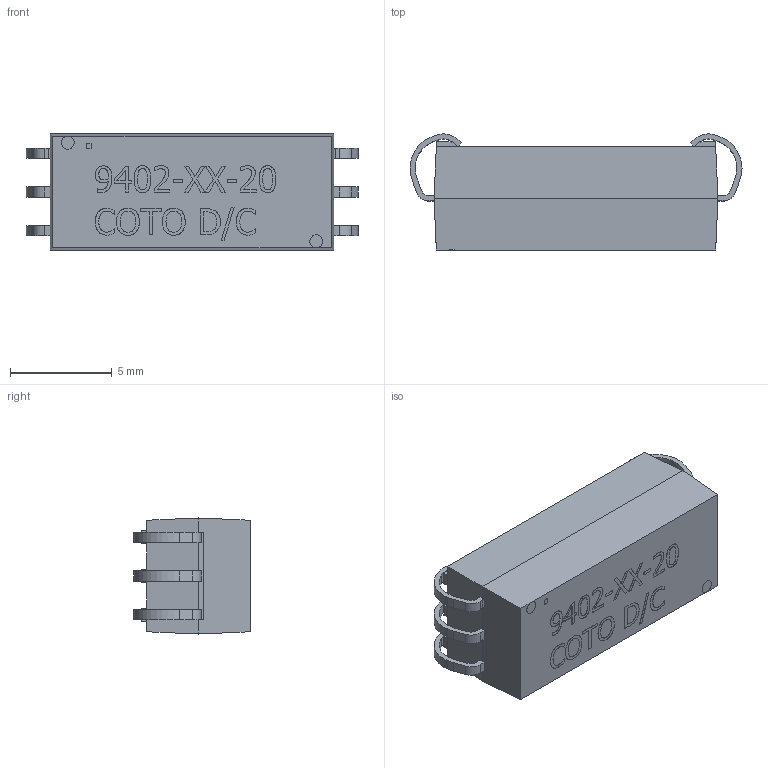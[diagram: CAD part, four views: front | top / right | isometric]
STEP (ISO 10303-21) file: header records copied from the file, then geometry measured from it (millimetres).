
FILE_DESCRIPTION((''),'2;1');
FILE_NAME('9402- J (A).stp','2013-06-04T16:36:23',('odafonseca'),(''),'Autodesk Inventor 2013','Autodesk Inventor 2013','');
FILE_SCHEMA(('AUTOMOTIVE_DESIGN { 1 0 10303 214 1 1 1 1 }'));
Length unit declared in the file: inch
Products named in the file (1): 9402- J (A)
Bounding box: 16.33 x 5.72 x 5.71 mm (x, y, z)
Volume: 240.3 mm3; surface area: 617.6 mm2
Topology: 1 solids, 2 shells, 410 faces, 1119 edges, 740 vertices
Faces by surface type: plane 227, bspline 133, cylinder 50
Full cylindrical faces by diameter (mm): 0.635 x2, 2.54 x2
Entity records: 13968 total; most frequent: CARTESIAN_POINT 3991, ORIENTED_EDGE 2226, DIRECTION 1503, EDGE_CURVE 1113, VECTOR 747, LINE 747, VERTEX_POINT 738, EDGE_LOOP 441
